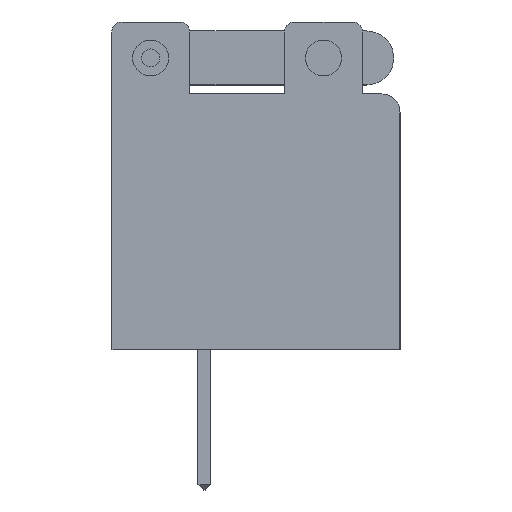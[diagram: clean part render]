
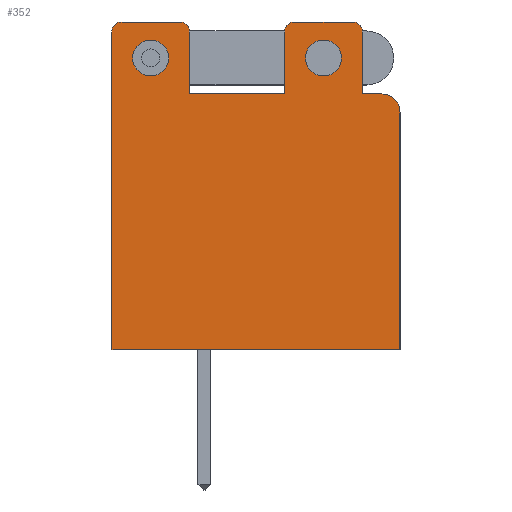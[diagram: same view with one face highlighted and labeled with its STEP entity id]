
A CAD part, left-side view. The second image highlights one B-rep face of the part: STEP entity #352.
In plain terms, the highlighted planar face has unit normal (-1, 0, 0).
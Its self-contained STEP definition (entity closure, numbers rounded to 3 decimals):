
#92 = VERTEX_POINT('',#93);
#93 = CARTESIAN_POINT('',(-5.5,-4.025,17.7));
#99 = EDGE_CURVE('',#92,#100,#102,.T.);
#100 = VERTEX_POINT('',#101);
#101 = CARTESIAN_POINT('',(-5.5,-4.025,14.2));
#102 = LINE('',#103,#104);
#103 = CARTESIAN_POINT('',(-5.5,-4.025,17.7));
#104 = VECTOR('',#105,1.);
#105 = DIRECTION('',(0.,0.,-1.));
#130 = EDGE_CURVE('',#92,#131,#133,.T.);
#131 = VERTEX_POINT('',#132);
#132 = CARTESIAN_POINT('',(-5.5,-3.525,18.2));
#133 = CIRCLE('',#134,0.5);
#134 = AXIS2_PLACEMENT_3D('',#135,#136,#137);
#135 = CARTESIAN_POINT('',(-5.5,-3.525,17.7));
#136 = DIRECTION('',(-1.,0.,0.));
#137 = DIRECTION('',(0.,1.,0.));
#163 = EDGE_CURVE('',#100,#164,#166,.T.);
#164 = VERTEX_POINT('',#165);
#165 = CARTESIAN_POINT('',(-5.5,-5.125,14.2));
#166 = LINE('',#167,#168);
#167 = CARTESIAN_POINT('',(-5.5,-4.025,14.2));
#168 = VECTOR('',#169,1.);
#169 = DIRECTION('',(0.,-1.,0.));
#352 = ADVANCED_FACE('',(#353,#456,#467),#478,.F.);
#353 = FACE_BOUND('',#354,.F.);
#354 = EDGE_LOOP('',(#355,#356,#357,#366,#374,#382,#390,#399,#407,#416,
    #424,#432,#440,#449,#455));
#355 = ORIENTED_EDGE('',*,*,#99,.T.);
#356 = ORIENTED_EDGE('',*,*,#163,.T.);
#357 = ORIENTED_EDGE('',*,*,#358,.F.);
#358 = EDGE_CURVE('',#359,#164,#361,.T.);
#359 = VERTEX_POINT('',#360);
#360 = CARTESIAN_POINT('',(-5.5,-6.125,13.2));
#361 = CIRCLE('',#362,1.);
#362 = AXIS2_PLACEMENT_3D('',#363,#364,#365);
#363 = CARTESIAN_POINT('',(-5.5,-5.125,13.2));
#364 = DIRECTION('',(-1.,0.,0.));
#365 = DIRECTION('',(0.,1.,0.));
#366 = ORIENTED_EDGE('',*,*,#367,.T.);
#367 = EDGE_CURVE('',#359,#368,#370,.T.);
#368 = VERTEX_POINT('',#369);
#369 = CARTESIAN_POINT('',(-5.5,-6.125,0.));
#370 = LINE('',#371,#372);
#371 = CARTESIAN_POINT('',(-5.5,-6.125,13.2));
#372 = VECTOR('',#373,1.);
#373 = DIRECTION('',(0.,0.,-1.));
#374 = ORIENTED_EDGE('',*,*,#375,.T.);
#375 = EDGE_CURVE('',#368,#376,#378,.T.);
#376 = VERTEX_POINT('',#377);
#377 = CARTESIAN_POINT('',(-5.5,9.875,0.));
#378 = LINE('',#379,#380);
#379 = CARTESIAN_POINT('',(-5.5,-6.125,0.));
#380 = VECTOR('',#381,1.);
#381 = DIRECTION('',(0.,1.,0.));
#382 = ORIENTED_EDGE('',*,*,#383,.T.);
#383 = EDGE_CURVE('',#376,#384,#386,.T.);
#384 = VERTEX_POINT('',#385);
#385 = CARTESIAN_POINT('',(-5.5,9.875,17.7));
#386 = LINE('',#387,#388);
#387 = CARTESIAN_POINT('',(-5.5,9.875,0.));
#388 = VECTOR('',#389,1.);
#389 = DIRECTION('',(0.,0.,1.));
#390 = ORIENTED_EDGE('',*,*,#391,.F.);
#391 = EDGE_CURVE('',#392,#384,#394,.T.);
#392 = VERTEX_POINT('',#393);
#393 = CARTESIAN_POINT('',(-5.5,9.375,18.2));
#394 = CIRCLE('',#395,0.5);
#395 = AXIS2_PLACEMENT_3D('',#396,#397,#398);
#396 = CARTESIAN_POINT('',(-5.5,9.375,17.7));
#397 = DIRECTION('',(-1.,0.,0.));
#398 = DIRECTION('',(0.,1.,0.));
#399 = ORIENTED_EDGE('',*,*,#400,.T.);
#400 = EDGE_CURVE('',#392,#401,#403,.T.);
#401 = VERTEX_POINT('',#402);
#402 = CARTESIAN_POINT('',(-5.5,6.075,18.2));
#403 = LINE('',#404,#405);
#404 = CARTESIAN_POINT('',(-5.5,9.375,18.2));
#405 = VECTOR('',#406,1.);
#406 = DIRECTION('',(0.,-1.,0.));
#407 = ORIENTED_EDGE('',*,*,#408,.F.);
#408 = EDGE_CURVE('',#409,#401,#411,.T.);
#409 = VERTEX_POINT('',#410);
#410 = CARTESIAN_POINT('',(-5.5,5.575,17.7));
#411 = CIRCLE('',#412,0.5);
#412 = AXIS2_PLACEMENT_3D('',#413,#414,#415);
#413 = CARTESIAN_POINT('',(-5.5,6.075,17.7));
#414 = DIRECTION('',(-1.,0.,0.));
#415 = DIRECTION('',(0.,1.,0.));
#416 = ORIENTED_EDGE('',*,*,#417,.T.);
#417 = EDGE_CURVE('',#409,#418,#420,.T.);
#418 = VERTEX_POINT('',#419);
#419 = CARTESIAN_POINT('',(-5.5,5.575,14.2));
#420 = LINE('',#421,#422);
#421 = CARTESIAN_POINT('',(-5.5,5.575,17.7));
#422 = VECTOR('',#423,1.);
#423 = DIRECTION('',(0.,0.,-1.));
#424 = ORIENTED_EDGE('',*,*,#425,.T.);
#425 = EDGE_CURVE('',#418,#426,#428,.T.);
#426 = VERTEX_POINT('',#427);
#427 = CARTESIAN_POINT('',(-5.5,0.275,14.2));
#428 = LINE('',#429,#430);
#429 = CARTESIAN_POINT('',(-5.5,5.575,14.2));
#430 = VECTOR('',#431,1.);
#431 = DIRECTION('',(0.,-1.,0.));
#432 = ORIENTED_EDGE('',*,*,#433,.T.);
#433 = EDGE_CURVE('',#426,#434,#436,.T.);
#434 = VERTEX_POINT('',#435);
#435 = CARTESIAN_POINT('',(-5.5,0.275,17.7));
#436 = LINE('',#437,#438);
#437 = CARTESIAN_POINT('',(-5.5,0.275,14.2));
#438 = VECTOR('',#439,1.);
#439 = DIRECTION('',(0.,0.,1.));
#440 = ORIENTED_EDGE('',*,*,#441,.F.);
#441 = EDGE_CURVE('',#442,#434,#444,.T.);
#442 = VERTEX_POINT('',#443);
#443 = CARTESIAN_POINT('',(-5.5,-0.225,18.2));
#444 = CIRCLE('',#445,0.5);
#445 = AXIS2_PLACEMENT_3D('',#446,#447,#448);
#446 = CARTESIAN_POINT('',(-5.5,-0.225,17.7));
#447 = DIRECTION('',(-1.,0.,0.));
#448 = DIRECTION('',(0.,1.,0.));
#449 = ORIENTED_EDGE('',*,*,#450,.T.);
#450 = EDGE_CURVE('',#442,#131,#451,.T.);
#451 = LINE('',#452,#453);
#452 = CARTESIAN_POINT('',(-5.5,-0.225,18.2));
#453 = VECTOR('',#454,1.);
#454 = DIRECTION('',(0.,-1.,0.));
#455 = ORIENTED_EDGE('',*,*,#130,.F.);
#456 = FACE_BOUND('',#457,.F.);
#457 = EDGE_LOOP('',(#458));
#458 = ORIENTED_EDGE('',*,*,#459,.T.);
#459 = EDGE_CURVE('',#460,#460,#462,.T.);
#460 = VERTEX_POINT('',#461);
#461 = CARTESIAN_POINT('',(-5.5,8.725,16.2));
#462 = CIRCLE('',#463,1.);
#463 = AXIS2_PLACEMENT_3D('',#464,#465,#466);
#464 = CARTESIAN_POINT('',(-5.5,7.725,16.2));
#465 = DIRECTION('',(-1.,0.,0.));
#466 = DIRECTION('',(0.,1.,0.));
#467 = FACE_BOUND('',#468,.F.);
#468 = EDGE_LOOP('',(#469));
#469 = ORIENTED_EDGE('',*,*,#470,.T.);
#470 = EDGE_CURVE('',#471,#471,#473,.T.);
#471 = VERTEX_POINT('',#472);
#472 = CARTESIAN_POINT('',(-5.5,-0.875,16.2));
#473 = CIRCLE('',#474,1.);
#474 = AXIS2_PLACEMENT_3D('',#475,#476,#477);
#475 = CARTESIAN_POINT('',(-5.5,-1.875,16.2));
#476 = DIRECTION('',(-1.,0.,0.));
#477 = DIRECTION('',(0.,1.,0.));
#478 = PLANE('',#479);
#479 = AXIS2_PLACEMENT_3D('',#480,#481,#482);
#480 = CARTESIAN_POINT('',(-5.5,2.135,9.321));
#481 = DIRECTION('',(1.,0.,0.));
#482 = DIRECTION('',(0.,1.,0.));
